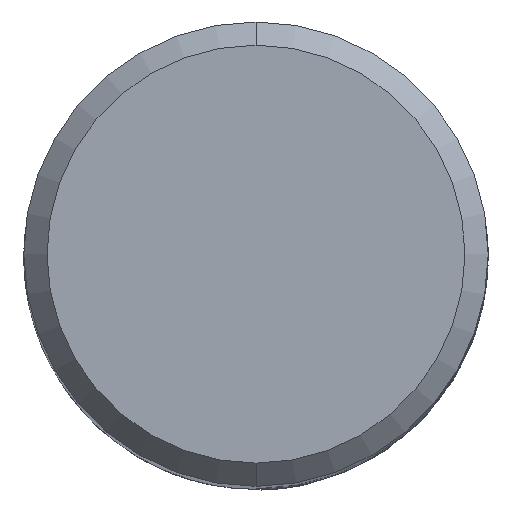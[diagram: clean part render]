
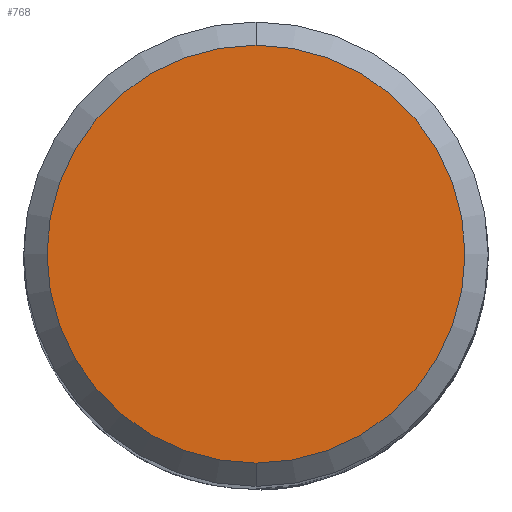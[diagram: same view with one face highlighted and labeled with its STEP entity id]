
A CAD part, top view. The second image highlights one B-rep face of the part: STEP entity #768.
In plain terms, the highlighted planar face has unit normal (0, 0, 1).
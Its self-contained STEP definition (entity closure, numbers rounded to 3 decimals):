
#562=VERTEX_POINT('',#1402);
#700=EDGE_CURVE('',#562,#868,#1549,.T.);
#768=ADVANCED_FACE('',(#1621),#1622,.T.);
#868=VERTEX_POINT('',#1732);
#912=EDGE_CURVE('',#868,#562,#1780,.T.);
#1402=CARTESIAN_POINT('',(0.,-9.0,0.0));
#1549=CIRCLE('',#3767,9.0);
#1621=FACE_OUTER_BOUND('',#4337,.T.);
#1622=PLANE('',#4338);
#1732=CARTESIAN_POINT('',(0.0,9.0,0.0));
#1780=CIRCLE('',#5688,9.0);
#3767=AXIS2_PLACEMENT_3D('',#8937,#8938,#8939);
#4337=EDGE_LOOP('',(#9003,#9004));
#4338=AXIS2_PLACEMENT_3D('',#9005,#9006,#9007);
#5688=AXIS2_PLACEMENT_3D('',#9151,#9152,#9153);
#8937=CARTESIAN_POINT('',(0.0,0.0,0.0));
#8938=DIRECTION('',(0.0,0.0,-1.0));
#8939=DIRECTION('',(0.0,1.0,0.0));
#9003=ORIENTED_EDGE('',*,*,#912,.F.);
#9004=ORIENTED_EDGE('',*,*,#700,.F.);
#9005=CARTESIAN_POINT('',(0.0,4.5,0.0));
#9006=DIRECTION('',(-0.0,0.0,1.0));
#9007=DIRECTION('',(0.0,-1.0,0.0));
#9151=CARTESIAN_POINT('',(0.0,0.0,0.0));
#9152=DIRECTION('',(0.0,0.0,-1.0));
#9153=DIRECTION('',(0.0,1.0,0.0));
